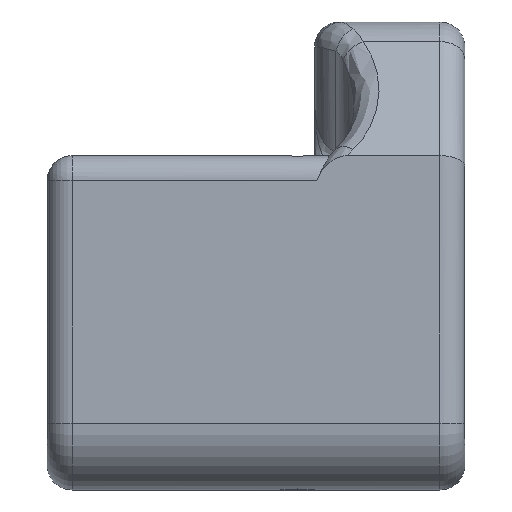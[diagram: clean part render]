
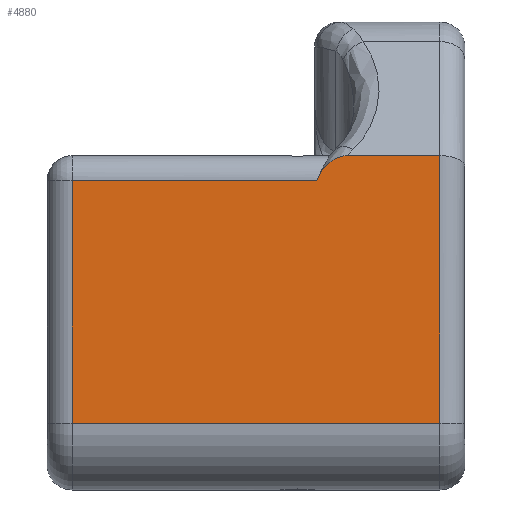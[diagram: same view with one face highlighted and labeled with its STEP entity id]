
A CAD part, left-side view. The second image highlights one B-rep face of the part: STEP entity #4880.
In plain terms, the highlighted planar face has unit normal (-1, 0, 0).
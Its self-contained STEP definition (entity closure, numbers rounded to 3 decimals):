
#3 = CARTESIAN_POINT ( 'NONE',  ( -37.5, 9., 0. ) ) ;
#143 = VECTOR ( 'NONE', #1396, 1000. ) ;
#281 = CARTESIAN_POINT ( 'NONE',  ( -37.5, 1.5, 9. ) ) ;
#339 = LINE ( 'NONE', #3417, #858 ) ;
#505 = DIRECTION ( 'NONE',  ( 0., 0., -1. ) ) ;
#508 = EDGE_CURVE ( 'NONE', #2290, #4263, #4320, .T. ) ;
#539 = VERTEX_POINT ( 'NONE', #5741 ) ;
#543 = CARTESIAN_POINT ( 'NONE',  ( -37.5, 8.465, 8.242 ) ) ;
#852 = EDGE_CURVE ( 'NONE', #2930, #5119, #339, .T. ) ;
#858 = VECTOR ( 'NONE', #5574, 1000. ) ;
#963 = ORIENTED_EDGE ( 'NONE', *, *, #508, .T. ) ;
#1063 = CARTESIAN_POINT ( 'NONE',  ( -37.5, 7.445, 8.952 ) ) ;
#1380 = ORIENTED_EDGE ( 'NONE', *, *, #5616, .T. ) ;
#1396 = DIRECTION ( 'NONE',  ( 0., 1., 0. ) ) ;
#1493 = EDGE_LOOP ( 'NONE', ( #6479, #5631, #3501, #1380, #963, #6498 ) ) ;
#1911 = LINE ( 'NONE', #3958, #143 ) ;
#1993 = EDGE_CURVE ( 'NONE', #4263, #2930, #3402, .T. ) ;
#2091 = CARTESIAN_POINT ( 'NONE',  ( -37.5, 8.855, 7.5 ) ) ;
#2109 = EDGE_CURVE ( 'NONE', #5119, #3055, #2320, .T. ) ;
#2209 = DIRECTION ( 'NONE',  ( 0., 0., -1. ) ) ;
#2290 = VERTEX_POINT ( 'NONE', #3014 ) ;
#2320 = B_SPLINE_CURVE_WITH_KNOTS ( 'NONE', 3,
 ( #4582, #2579, #1063, #3142, #3115, #5170, #543, #5718, #2637, #4087 ),
 .UNSPECIFIED., .F., .F.,
 ( 4, 2, 2, 2, 4 ),
 ( 0., 0.001, 0.001, 0.002, 0.002 ),
 .UNSPECIFIED. ) ;
#2337 = AXIS2_PLACEMENT_3D ( 'NONE', #3, #4604, #505 ) ;
#2579 = CARTESIAN_POINT ( 'NONE',  ( -37.5, 7.241, 9. ) ) ;
#2625 = PLANE ( 'NONE',  #2337 ) ;
#2637 = CARTESIAN_POINT ( 'NONE',  ( -37.5, 8.788, 7.7 ) ) ;
#2930 = VERTEX_POINT ( 'NONE', #281 ) ;
#2950 = VECTOR ( 'NONE', #3979, 1000. ) ;
#3014 = CARTESIAN_POINT ( 'NONE',  ( -37.5, 23.5, -7. ) ) ;
#3055 = VERTEX_POINT ( 'NONE', #2091 ) ;
#3115 = CARTESIAN_POINT ( 'NONE',  ( -37.5, 8.009, 8.676 ) ) ;
#3142 = CARTESIAN_POINT ( 'NONE',  ( -37.5, 7.833, 8.788 ) ) ;
#3362 = VECTOR ( 'NONE', #2209, 1000. ) ;
#3402 = LINE ( 'NONE', #5520, #2950 ) ;
#3417 = CARTESIAN_POINT ( 'NONE',  ( -37.5, 9., 9. ) ) ;
#3501 = ORIENTED_EDGE ( 'NONE', *, *, #4323, .T. ) ;
#3590 = CARTESIAN_POINT ( 'NONE',  ( -37.5, 1.5, -7. ) ) ;
#3958 = CARTESIAN_POINT ( 'NONE',  ( -37.5, 9., 7.5 ) ) ;
#3979 = DIRECTION ( 'NONE',  ( 0., 0., 1. ) ) ;
#4087 = CARTESIAN_POINT ( 'NONE',  ( -37.5, 8.855, 7.5 ) ) ;
#4101 = FACE_OUTER_BOUND ( 'NONE', #1493, .T. ) ;
#4263 = VERTEX_POINT ( 'NONE', #3590 ) ;
#4320 = LINE ( 'NONE', #6387, #6566 ) ;
#4323 = EDGE_CURVE ( 'NONE', #3055, #539, #1911, .T. ) ;
#4582 = CARTESIAN_POINT ( 'NONE',  ( -37.5, 7.028, 9. ) ) ;
#4604 = DIRECTION ( 'NONE',  ( 1., 0., 0. ) ) ;
#4721 = CARTESIAN_POINT ( 'NONE',  ( -37.5, 23.5, -7. ) ) ;
#4880 = ADVANCED_FACE ( 'NONE', ( #4101 ), #2625, .F. ) ;
#5119 = VERTEX_POINT ( 'NONE', #6663 ) ;
#5170 = CARTESIAN_POINT ( 'NONE',  ( -37.5, 8.329, 8.4 ) ) ;
#5520 = CARTESIAN_POINT ( 'NONE',  ( -37.5, 1.5, 0. ) ) ;
#5574 = DIRECTION ( 'NONE',  ( 0., 1., 0. ) ) ;
#5616 = EDGE_CURVE ( 'NONE', #539, #2290, #6338, .T. ) ;
#5631 = ORIENTED_EDGE ( 'NONE', *, *, #2109, .T. ) ;
#5718 = CARTESIAN_POINT ( 'NONE',  ( -37.5, 8.697, 7.889 ) ) ;
#5741 = CARTESIAN_POINT ( 'NONE',  ( -37.5, 23.5, 7.5 ) ) ;
#6254 = DIRECTION ( 'NONE',  ( 0., -1., 0. ) ) ;
#6338 = LINE ( 'NONE', #4721, #3362 ) ;
#6387 = CARTESIAN_POINT ( 'NONE',  ( -37.5, 9., -7. ) ) ;
#6479 = ORIENTED_EDGE ( 'NONE', *, *, #852, .T. ) ;
#6498 = ORIENTED_EDGE ( 'NONE', *, *, #1993, .T. ) ;
#6566 = VECTOR ( 'NONE', #6254, 1000. ) ;
#6663 = CARTESIAN_POINT ( 'NONE',  ( -37.5, 7.028, 9. ) ) ;
